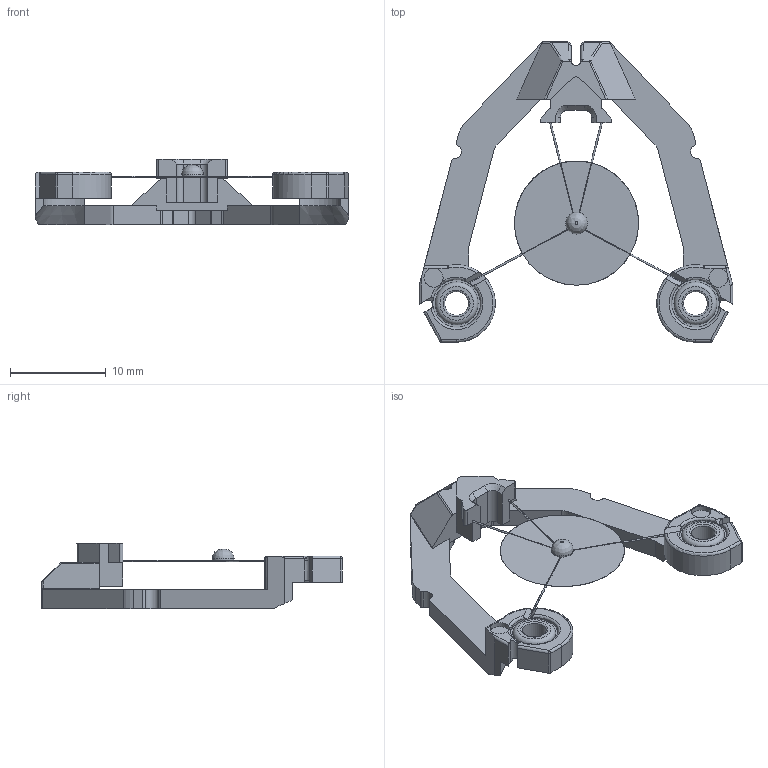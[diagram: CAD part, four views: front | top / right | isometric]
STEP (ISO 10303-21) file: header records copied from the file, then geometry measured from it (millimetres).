
FILE_DESCRIPTION(/* description */ (''),/* implementation_level */ '2;1');
FILE_NAME(/* name */ 'Hakko AS5000.step',/* time_stamp */ '2023-01-18T06:13:14Z',/* author */ (''),/* organization */ (''),/* preprocessor_version */ 'ST-DEVELOPER v19.2',/* originating_system */ 'Autodesk Translation Framework v11.17.0.187',/* authorisation */ '');
FILE_SCHEMA (('AUTOMOTIVE_DESIGN { 1 0 10303 214 3 1 1 }'));
Length unit declared in the file: millimetre
Products named in the file (1): Hakko AS5000
Bounding box: 32.8 x 31.45 x 6.85 mm (x, y, z)
Volume: 871.2 mm3; surface area: 1581.3 mm2
Topology: 1 solids, 1 shells, 217 faces, 584 edges, 370 vertices
Faces by surface type: plane 101, cylinder 70, torus 18, bspline 17, sphere 7, cone 4
Full cylindrical faces by diameter (mm): 2 x2, 2.3 x1, 2.51 x2, 13 x1
Entity records: 7578 total; most frequent: CARTESIAN_POINT 1999, ORIENTED_EDGE 1168, DIRECTION 1167, EDGE_CURVE 584, AXIS2_PLACEMENT_3D 437, VERTEX_POINT 370, LINE 293, VECTOR 293
